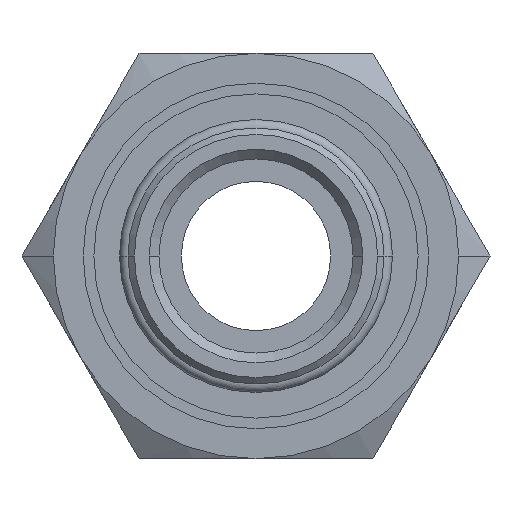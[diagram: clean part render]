
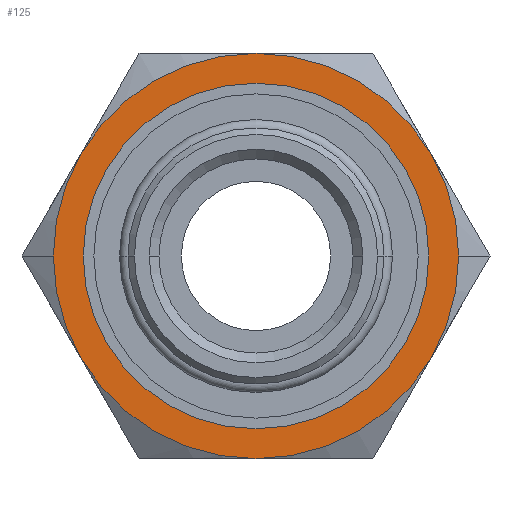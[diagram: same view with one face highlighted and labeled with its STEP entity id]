
A CAD part, front view. The second image highlights one B-rep face of the part: STEP entity #125.
In plain terms, the highlighted planar face has unit normal (0, -1, 0).
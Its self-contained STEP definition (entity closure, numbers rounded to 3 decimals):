
#125=ADVANCED_FACE('',(#295,#296),#297,.T.);
#295=FACE_BOUND('',#508,.T.);
#296=FACE_OUTER_BOUND('',#509,.T.);
#297=PLANE('',#510);
#508=EDGE_LOOP('',(#797,#798));
#509=EDGE_LOOP('',(#799,#800,#801,#802,#803,#804,#805,#806));
#510=AXIS2_PLACEMENT_3D('',#807,#808,#809);
#797=ORIENTED_EDGE('',*,*,#1208,.T.);
#798=ORIENTED_EDGE('',*,*,#1266,.T.);
#799=ORIENTED_EDGE('',*,*,#1267,.F.);
#800=ORIENTED_EDGE('',*,*,#1268,.F.);
#801=ORIENTED_EDGE('',*,*,#1231,.F.);
#802=ORIENTED_EDGE('',*,*,#1269,.F.);
#803=ORIENTED_EDGE('',*,*,#1270,.F.);
#804=ORIENTED_EDGE('',*,*,#1271,.F.);
#805=ORIENTED_EDGE('',*,*,#1272,.F.);
#806=ORIENTED_EDGE('',*,*,#1273,.F.);
#807=CARTESIAN_POINT('',(4.75,19.1,0.0));
#808=DIRECTION('',(0.0,-1.0,0.0));
#809=DIRECTION('',(-1.0,0.0,0.0));
#1208=EDGE_CURVE('',#1426,#1424,#1427,.T.);
#1231=EDGE_CURVE('',#1463,#1465,#1466,.T.);
#1266=EDGE_CURVE('',#1424,#1426,#1522,.T.);
#1267=EDGE_CURVE('',#1523,#1524,#1525,.T.);
#1268=EDGE_CURVE('',#1465,#1523,#1526,.T.);
#1269=EDGE_CURVE('',#1527,#1463,#1528,.T.);
#1270=EDGE_CURVE('',#1486,#1527,#1529,.T.);
#1271=EDGE_CURVE('',#1530,#1486,#1531,.T.);
#1272=EDGE_CURVE('',#1532,#1530,#1533,.T.);
#1273=EDGE_CURVE('',#1524,#1532,#1534,.T.);
#1424=VERTEX_POINT('',#1729);
#1426=VERTEX_POINT('',#1732);
#1427=CIRCLE('',#1733,6.84);
#1463=VERTEX_POINT('',#1784);
#1465=VERTEX_POINT('',#1797);
#1466=CIRCLE('',#1798,9.5);
#1486=VERTEX_POINT('',#1851);
#1522=CIRCLE('',#1946,6.84);
#1523=VERTEX_POINT('',#1947);
#1524=VERTEX_POINT('',#1948);
#1525=CIRCLE('',#1949,9.5);
#1526=CIRCLE('',#1950,9.5);
#1527=VERTEX_POINT('',#1951);
#1528=CIRCLE('',#1952,9.5);
#1529=CIRCLE('',#1953,9.5);
#1530=VERTEX_POINT('',#1954);
#1531=CIRCLE('',#1955,9.5);
#1532=VERTEX_POINT('',#1956);
#1533=CIRCLE('',#1957,9.5);
#1534=CIRCLE('',#1958,9.5);
#1729=CARTESIAN_POINT('',(6.84,19.1,0.));
#1732=CARTESIAN_POINT('',(-6.84,19.1,0.));
#1733=AXIS2_PLACEMENT_3D('',#2283,#2284,#2285);
#1784=CARTESIAN_POINT('',(-8.227,19.1,4.75));
#1797=CARTESIAN_POINT('',(0.,19.1,9.5));
#1798=AXIS2_PLACEMENT_3D('',#2323,#2324,#2325);
#1851=CARTESIAN_POINT('',(-8.227,19.1,-4.75));
#1946=AXIS2_PLACEMENT_3D('',#2372,#2373,#2374);
#1947=CARTESIAN_POINT('',(8.227,19.1,4.75));
#1948=CARTESIAN_POINT('',(9.5,19.1,0.));
#1949=AXIS2_PLACEMENT_3D('',#2375,#2376,#2377);
#1950=AXIS2_PLACEMENT_3D('',#2378,#2379,#2380);
#1951=CARTESIAN_POINT('',(-9.5,19.1,0.));
#1952=AXIS2_PLACEMENT_3D('',#2381,#2382,#2383);
#1953=AXIS2_PLACEMENT_3D('',#2384,#2385,#2386);
#1954=CARTESIAN_POINT('',(0.0,19.1,-9.5));
#1955=AXIS2_PLACEMENT_3D('',#2387,#2388,#2389);
#1956=CARTESIAN_POINT('',(8.227,19.1,-4.75));
#1957=AXIS2_PLACEMENT_3D('',#2390,#2391,#2392);
#1958=AXIS2_PLACEMENT_3D('',#2393,#2394,#2395);
#2283=CARTESIAN_POINT('',(0.0,19.1,0.0));
#2284=DIRECTION('',(-0.0,1.0,0.0));
#2285=DIRECTION('',(1.0,0.0,0.0));
#2323=CARTESIAN_POINT('',(0.0,19.1,0.0));
#2324=DIRECTION('',(-0.0,1.0,0.0));
#2325=DIRECTION('',(1.0,0.0,0.0));
#2372=CARTESIAN_POINT('',(0.0,19.1,0.0));
#2373=DIRECTION('',(-0.0,1.0,0.0));
#2374=DIRECTION('',(1.0,0.0,0.0));
#2375=CARTESIAN_POINT('',(0.0,19.1,0.0));
#2376=DIRECTION('',(-0.0,1.0,0.0));
#2377=DIRECTION('',(1.0,0.0,0.0));
#2378=CARTESIAN_POINT('',(0.0,19.1,0.0));
#2379=DIRECTION('',(-0.0,1.0,0.0));
#2380=DIRECTION('',(1.0,0.0,0.0));
#2381=CARTESIAN_POINT('',(0.0,19.1,0.0));
#2382=DIRECTION('',(-0.0,1.0,0.0));
#2383=DIRECTION('',(1.0,0.0,0.0));
#2384=CARTESIAN_POINT('',(0.0,19.1,0.0));
#2385=DIRECTION('',(-0.0,1.0,0.0));
#2386=DIRECTION('',(1.0,0.0,0.0));
#2387=CARTESIAN_POINT('',(0.0,19.1,0.0));
#2388=DIRECTION('',(-0.0,1.0,0.0));
#2389=DIRECTION('',(1.0,0.0,0.0));
#2390=CARTESIAN_POINT('',(0.0,19.1,0.0));
#2391=DIRECTION('',(-0.0,1.0,0.0));
#2392=DIRECTION('',(1.0,0.0,0.0));
#2393=CARTESIAN_POINT('',(0.0,19.1,0.0));
#2394=DIRECTION('',(-0.0,1.0,0.0));
#2395=DIRECTION('',(1.0,0.0,0.0));
